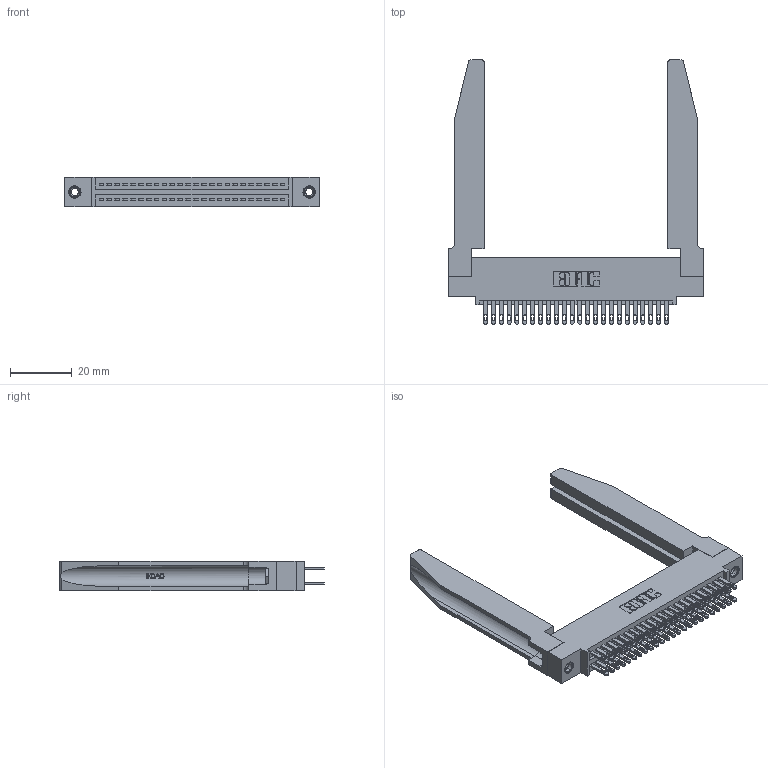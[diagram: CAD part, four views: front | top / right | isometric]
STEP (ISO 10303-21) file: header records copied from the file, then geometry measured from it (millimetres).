
FILE_DESCRIPTION (( 'STEP AP203' ), '1' );
FILE_NAME ('345-048-500-578.STEP', '2019-10-29T03:40:36', ( '' ), ( '' ), 'SwSTEP 2.0', 'SolidWorks 2016', '' );
FILE_SCHEMA (( 'CONFIG_CONTROL_DESIGN' ));
Length unit declared in the file: inch
Products named in the file (5): 345-048-500-578; 345 Part_0.110 Offset - 0.156 Dia-TH; 345-250-001_345-250-001-102; 345-292-001_345-293-100; 345-220-078_345-220-078
Assembly tree (53 placements, depth 2):
  345-048-500-578
    345 Part_0.110 Offset - 0.156 Dia-TH
    345-292-001_345-293-100  x48
    345-250-001_345-250-001-102  x2
    345-220-078_345-220-078  x2
Bounding box: 82.19 x 85.27 x 9.4 mm (x, y, z)
Volume: 15661.1 mm3; surface area: 18736 mm2
Topology: 53 solids, 53 shells, 2572 faces, 7729 edges, 5142 vertices
Faces by surface type: plane 1522, cylinder 998, bspline 36, cone 12, torus 4
Entity records: 26056 total; most frequent: CARTESIAN_POINT 5303, ORIENTED_EDGE 4134, DIRECTION 3693, EDGE_CURVE 2067, LINE 1741, VECTOR 1741, VERTEX_POINT 1372, AXIS2_PLACEMENT_3D 976
